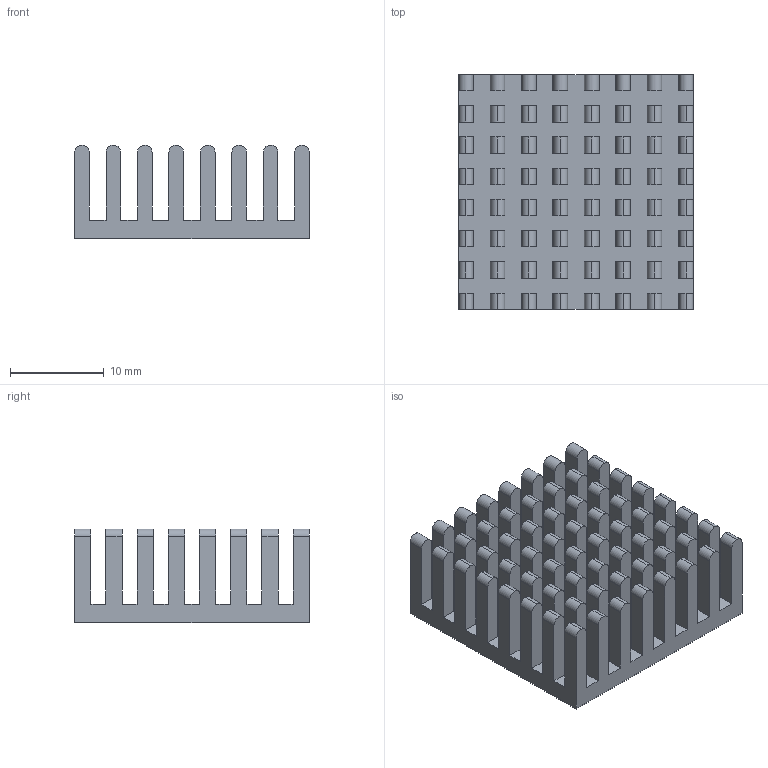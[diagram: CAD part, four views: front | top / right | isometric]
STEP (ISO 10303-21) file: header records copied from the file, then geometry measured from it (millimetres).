
FILE_DESCRIPTION(('CAx-IF Rec.Pracs.---Model Styling and Organization---1.5---2016-08-15','CAx-IF Rec.Pracs.---Geometric and Assembly Validation Properties---4.4---2016-08-17','CAx-IF Rec.Pracs.---User Defined Attributes---1.5---2016-08-15','CAx-IF Rec.Pracs.---External References---2.1---2005-01-19'),'2;1');
FILE_NAME('18068147.step','2023-05-22T20:27:50',('Unspecified'),('Unspecified'),'CAD Exchanger 3.8.1 (cadexchanger.com)','Unspecified','');
FILE_SCHEMA(('AUTOMOTIVE_DESIGN { 1 0 10303 214 1 1 1 1 }'));
Length unit declared in the file: millimetre
Products named in the file (1): HSB24-252510
Bounding box: 25 x 25 x 10 mm (x, y, z)
Volume: 2594.4 mm3; surface area: 4702.1 mm2
Topology: 1 solids, 1 shells, 350 faces, 936 edges, 624 vertices
Faces by surface type: plane 230, cylinder 120
Entity records: 10939 total; most frequent: CARTESIAN_POINT 1911, DIRECTION 1878, ORIENTED_EDGE 1872, EDGE_CURVE 936, LINE 696, VECTOR 696, VERTEX_POINT 624, AXIS2_PLACEMENT_3D 591
